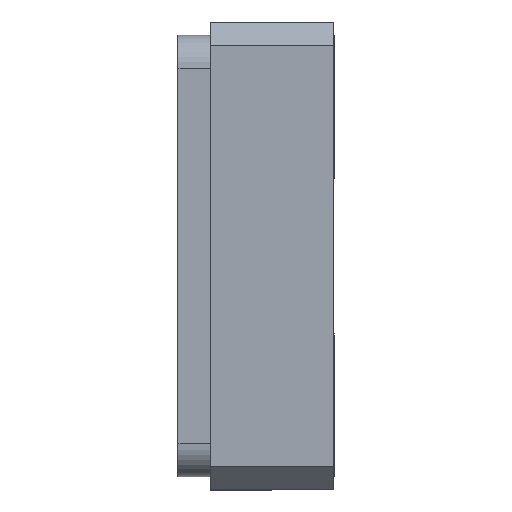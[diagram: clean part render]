
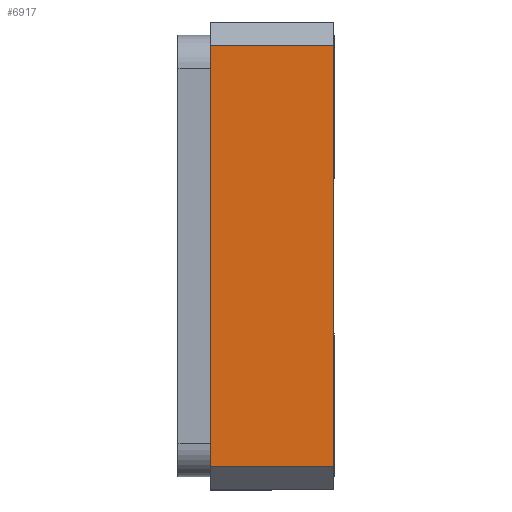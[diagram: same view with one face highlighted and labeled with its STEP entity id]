
A CAD part, left-side view. The second image highlights one B-rep face of the part: STEP entity #6917.
In plain terms, the highlighted planar face has unit normal (-1, 0, 0).
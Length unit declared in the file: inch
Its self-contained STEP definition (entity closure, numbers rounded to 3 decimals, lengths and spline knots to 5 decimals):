
#168 = LINE ( 'NONE', #169, #5877 ) ;
#169 = CARTESIAN_POINT ( 'NONE',  ( -0.11811, 0.04724, -0.06378 ) ) ;
#170 = DIRECTION ( 'NONE',  ( 0., -1., 0. ) ) ;
#440 = ORIENTED_EDGE ( 'NONE', *, *, #7145, .T. ) ;
#478 = ORIENTED_EDGE ( 'NONE', *, *, #6900, .T. ) ;
#531 = ORIENTED_EDGE ( 'NONE', *, *, #7098, .T. ) ;
#631 = ORIENTED_EDGE ( 'NONE', *, *, #7012, .T. ) ;
#845 = CARTESIAN_POINT ( 'NONE',  ( -0.11811, 0., -0.06378 ) ) ;
#1248 = VERTEX_POINT ( 'NONE', #845 ) ;
#1251 = VERTEX_POINT ( 'NONE', #4535 ) ;
#1413 = VERTEX_POINT ( 'NONE', #2182 ) ;
#1470 = VERTEX_POINT ( 'NONE', #2177 ) ;
#1755 = VECTOR ( 'NONE', #3452, 39.37008 ) ;
#1797 = VECTOR ( 'NONE', #3260, 39.37008 ) ;
#2177 = CARTESIAN_POINT ( 'NONE',  ( -0.11811, 0.0374, -0.06378 ) ) ;
#2182 = CARTESIAN_POINT ( 'NONE',  ( -0.11811, 0.0374, 0.06378 ) ) ;
#2743 = EDGE_LOOP ( 'NONE', ( #478, #631, #531, #440 ) ) ;
#3258 = LINE ( 'NONE', #3259, #1797 ) ;
#3259 = CARTESIAN_POINT ( 'NONE',  ( -0.11811, 0.04724, 0.06378 ) ) ;
#3260 = DIRECTION ( 'NONE',  ( 0., 1., 0. ) ) ;
#3450 = LINE ( 'NONE', #3451, #1755 ) ;
#3451 = CARTESIAN_POINT ( 'NONE',  ( -0.11811, 0., -0.07087 ) ) ;
#3452 = DIRECTION ( 'NONE',  ( 0., 0., 1. ) ) ;
#3647 = AXIS2_PLACEMENT_3D ( 'NONE', #5424, #5425, #5426 ) ;
#3771 = VECTOR ( 'NONE', #6742, 39.37008 ) ;
#3778 = FACE_OUTER_BOUND ( 'NONE', #2743, .T. ) ;
#4535 = CARTESIAN_POINT ( 'NONE',  ( -0.11811, 0., 0.06378 ) ) ;
#5424 = CARTESIAN_POINT ( 'NONE',  ( -0.11811, 0.04724, -0.07087 ) ) ;
#5425 = DIRECTION ( 'NONE',  ( 1., 0., 0. ) ) ;
#5426 = DIRECTION ( 'NONE',  ( 0., 0., -1. ) ) ;
#5877 = VECTOR ( 'NONE', #170, 39.37008 ) ;
#6740 = LINE ( 'NONE', #6741, #3771 ) ;
#6741 = CARTESIAN_POINT ( 'NONE',  ( -0.11811, 0.0374, 0.07087 ) ) ;
#6742 = DIRECTION ( 'NONE',  ( 0., 0., -1. ) ) ;
#6840 = PLANE ( 'NONE',  #3647 ) ;
#6900 = EDGE_CURVE ( 'NONE', #1413, #1470, #6740, .T. ) ;
#6917 = ADVANCED_FACE ( 'NONE', ( #3778 ), #6840, .F. ) ;
#7012 = EDGE_CURVE ( 'NONE', #1470, #1248, #168, .T. ) ;
#7098 = EDGE_CURVE ( 'NONE', #1248, #1251, #3450, .T. ) ;
#7145 = EDGE_CURVE ( 'NONE', #1251, #1413, #3258, .T. ) ;
